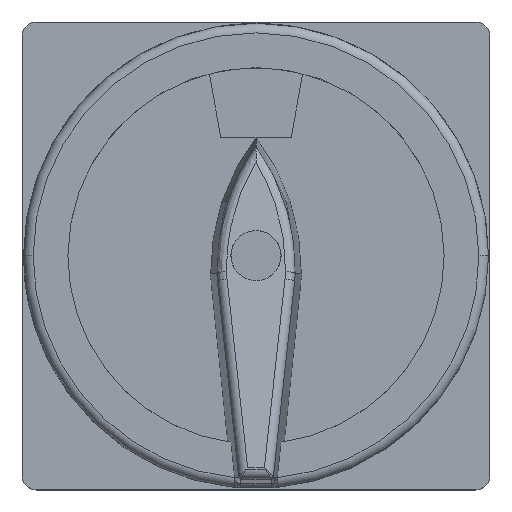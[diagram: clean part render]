
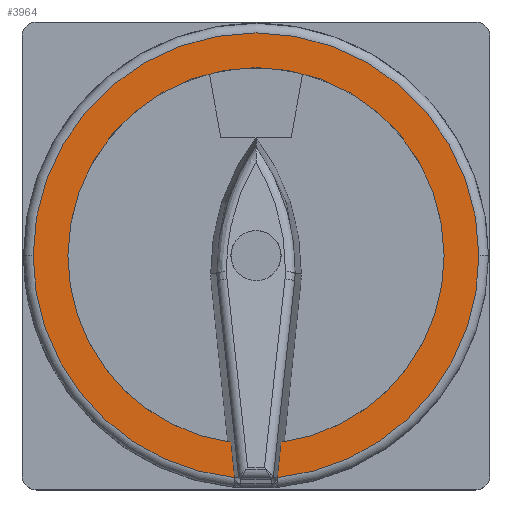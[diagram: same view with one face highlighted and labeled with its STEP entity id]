
A CAD part, top view. The second image highlights one B-rep face of the part: STEP entity #3964.
In plain terms, the highlighted planar face has unit normal (0, 0, 1).
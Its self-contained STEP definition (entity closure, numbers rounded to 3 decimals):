
#172 = CARTESIAN_POINT ( 'NONE',  ( 32.495, 32.495, 23.41 ) ) ;
#436 = EDGE_CURVE ( 'NONE', #7869, #7261, #6725, .T. ) ;
#732 = CIRCLE ( 'NONE', #986, 30.954 ) ;
#913 = EDGE_CURVE ( 'NONE', #2716, #4075, #732, .T. ) ;
#986 = AXIS2_PLACEMENT_3D ( 'NONE', #8566, #3704, #9365 ) ;
#996 = DIRECTION ( 'NONE',  ( 1., 0., 0. ) ) ;
#1022 = CARTESIAN_POINT ( 'NONE',  ( 58.625, 32.495, 23.41 ) ) ;
#1149 = CARTESIAN_POINT ( 'NONE',  ( 32.495, 32.495, 23.41 ) ) ;
#1438 = CARTESIAN_POINT ( 'NONE',  ( 32.495, 32.495, 23.41 ) ) ;
#1511 = CARTESIAN_POINT ( 'NONE',  ( 32.495, 32.495, 23.41 ) ) ;
#1698 = ORIENTED_EDGE ( 'NONE', *, *, #2683, .T. ) ;
#2102 = CARTESIAN_POINT ( 'NONE',  ( 26.412, 31.866, 23.41 ) ) ;
#2245 = DIRECTION ( 'NONE',  ( 1., 0., 0. ) ) ;
#2320 = DIRECTION ( 'NONE',  ( 1., 0., 0. ) ) ;
#2510 = ORIENTED_EDGE ( 'NONE', *, *, #436, .F. ) ;
#2683 = EDGE_CURVE ( 'NONE', #4075, #7390, #3233, .T. ) ;
#2716 = VERTEX_POINT ( 'NONE', #5363 ) ;
#2775 = DIRECTION ( 'NONE',  ( 0., 0., 1. ) ) ;
#2981 = VECTOR ( 'NONE', #6986, 1000. ) ;
#2985 = DIRECTION ( 'NONE',  ( 0., 0., 1. ) ) ;
#3056 = VERTEX_POINT ( 'NONE', #3992 ) ;
#3120 = ORIENTED_EDGE ( 'NONE', *, *, #5920, .F. ) ;
#3230 = LINE ( 'NONE', #4928, #9438 ) ;
#3233 = LINE ( 'NONE', #2102, #2981 ) ;
#3587 = CIRCLE ( 'NONE', #4775, 26.13 ) ;
#3704 = DIRECTION ( 'NONE',  ( 0., 0., 1. ) ) ;
#3964 = ADVANCED_FACE ( 'NONE', ( #6903 ), #10001, .T. ) ;
#3992 = CARTESIAN_POINT ( 'NONE',  ( 63.449, 32.495, 23.41 ) ) ;
#4017 = EDGE_LOOP ( 'NONE', ( #4024, #4280, #5876, #5970, #1698, #3120, #8132, #2510 ) ) ;
#4024 = ORIENTED_EDGE ( 'NONE', *, *, #8595, .T. ) ;
#4075 = VERTEX_POINT ( 'NONE', #5385 ) ;
#4280 = ORIENTED_EDGE ( 'NONE', *, *, #8431, .T. ) ;
#4304 = EDGE_CURVE ( 'NONE', #7261, #7130, #9983, .T. ) ;
#4775 = AXIS2_PLACEMENT_3D ( 'NONE', #1511, #7210, #2320 ) ;
#4884 = CARTESIAN_POINT ( 'NONE',  ( 32.495, 32.495, 23.41 ) ) ;
#4928 = CARTESIAN_POINT ( 'NONE',  ( 38.578, 31.866, 23.41 ) ) ;
#5363 = CARTESIAN_POINT ( 'NONE',  ( 1.541, 32.495, 23.41 ) ) ;
#5385 = CARTESIAN_POINT ( 'NONE',  ( 29.531, 1.683, 23.41 ) ) ;
#5694 = DIRECTION ( 'NONE',  ( 1., 0., 0. ) ) ;
#5748 = DIRECTION ( 'NONE',  ( -0.103, -0.995, 0. ) ) ;
#5792 = CIRCLE ( 'NONE', #7332, 30.954 ) ;
#5821 = AXIS2_PLACEMENT_3D ( 'NONE', #1438, #7125, #2245 ) ;
#5872 = DIRECTION ( 'NONE',  ( 0., 0., 1. ) ) ;
#5876 = ORIENTED_EDGE ( 'NONE', *, *, #7837, .T. ) ;
#5920 = EDGE_CURVE ( 'NONE', #7130, #7390, #3587, .T. ) ;
#5970 = ORIENTED_EDGE ( 'NONE', *, *, #913, .T. ) ;
#6041 = CARTESIAN_POINT ( 'NONE',  ( 29.023, 6.597, 23.41 ) ) ;
#6725 = CIRCLE ( 'NONE', #10043, 26.13 ) ;
#6903 = FACE_OUTER_BOUND ( 'NONE', #4017, .T. ) ;
#6942 = CIRCLE ( 'NONE', #5821, 30.954 ) ;
#6986 = DIRECTION ( 'NONE',  ( -0.103, 0.995, 0. ) ) ;
#7125 = DIRECTION ( 'NONE',  ( 0., 0., 1. ) ) ;
#7130 = VERTEX_POINT ( 'NONE', #8963 ) ;
#7210 = DIRECTION ( 'NONE',  ( 0., 0., 1. ) ) ;
#7261 = VERTEX_POINT ( 'NONE', #1022 ) ;
#7332 = AXIS2_PLACEMENT_3D ( 'NONE', #4884, #10453, #5694 ) ;
#7390 = VERTEX_POINT ( 'NONE', #6041 ) ;
#7529 = VERTEX_POINT ( 'NONE', #8467 ) ;
#7837 = EDGE_CURVE ( 'NONE', #3056, #2716, #5792, .T. ) ;
#7858 = CARTESIAN_POINT ( 'NONE',  ( 32.495, 32.495, 23.41 ) ) ;
#7863 = AXIS2_PLACEMENT_3D ( 'NONE', #1149, #2775, #8465 ) ;
#7869 = VERTEX_POINT ( 'NONE', #8942 ) ;
#8132 = ORIENTED_EDGE ( 'NONE', *, *, #4304, .F. ) ;
#8205 = AXIS2_PLACEMENT_3D ( 'NONE', #172, #5872, #996 ) ;
#8431 = EDGE_CURVE ( 'NONE', #7529, #3056, #6942, .T. ) ;
#8465 = DIRECTION ( 'NONE',  ( 1., 0., 0. ) ) ;
#8467 = CARTESIAN_POINT ( 'NONE',  ( 35.459, 1.683, 23.41 ) ) ;
#8566 = CARTESIAN_POINT ( 'NONE',  ( 32.495, 32.495, 23.41 ) ) ;
#8595 = EDGE_CURVE ( 'NONE', #7869, #7529, #3230, .T. ) ;
#8660 = DIRECTION ( 'NONE',  ( 1., 0., 0. ) ) ;
#8942 = CARTESIAN_POINT ( 'NONE',  ( 35.967, 6.597, 23.41 ) ) ;
#8963 = CARTESIAN_POINT ( 'NONE',  ( 6.365, 32.495, 23.41 ) ) ;
#9365 = DIRECTION ( 'NONE',  ( 1., 0., 0. ) ) ;
#9438 = VECTOR ( 'NONE', #5748, 1000. ) ;
#9983 = CIRCLE ( 'NONE', #8205, 26.13 ) ;
#10001 = PLANE ( 'NONE',  #7863 ) ;
#10043 = AXIS2_PLACEMENT_3D ( 'NONE', #7858, #2985, #8660 ) ;
#10453 = DIRECTION ( 'NONE',  ( 0., 0., 1. ) ) ;
